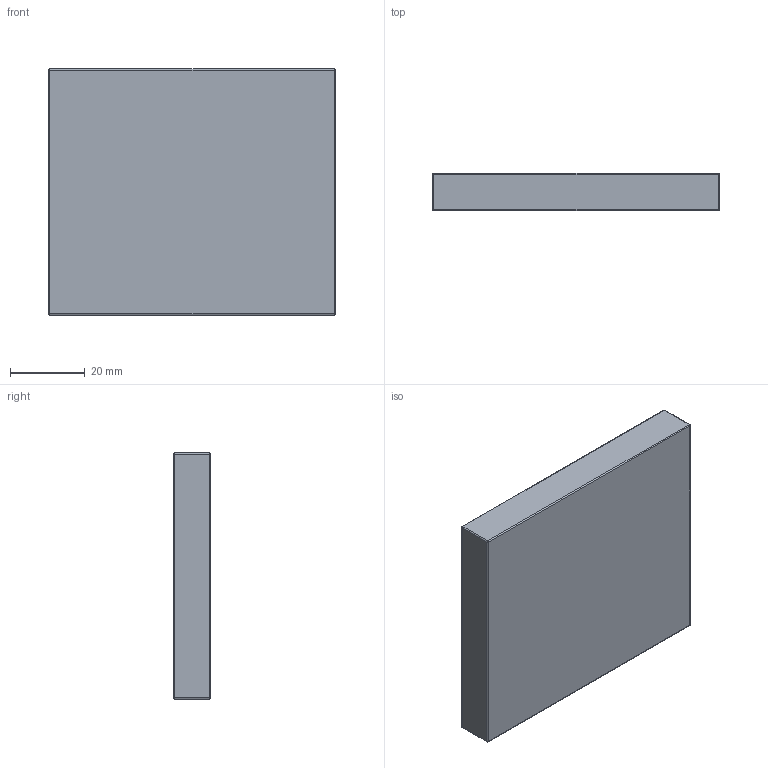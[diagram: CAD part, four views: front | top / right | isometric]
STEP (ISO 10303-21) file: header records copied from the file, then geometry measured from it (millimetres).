
FILE_DESCRIPTION(/* description */ (''),/* implementation_level */ '2;1');
FILE_NAME(/* name */ 'AudioVisualizerBase.step',/* time_stamp */ '2025-12-05T17:06:13Z',/* author */ (''),/* organization */ (''),/* preprocessor_version */ 'ST-DEVELOPER v20.1',/* originating_system */ 'Autodesk Translation Framework v14.21.0.0',/* authorisation */ '');
FILE_SCHEMA (('AUTOMOTIVE_DESIGN { 1 0 10303 214 3 1 1 }'));
Length unit declared in the file: millimetre
Products named in the file (1): 2025-12-05-15-46-46-018
Bounding box: 76.65 x 10 x 65.76 mm (x, y, z)
Volume: 29669.6 mm3; surface area: 14031.7 mm2
Topology: 1 solids, 1 shells, 88 faces, 182 edges, 100 vertices
Faces by surface type: cylinder 39, plane 18, sphere 16, torus 14, bspline 1
Full cylindrical faces by diameter (mm): 3 x4
Entity records: 2400 total; most frequent: DIRECTION 462, CARTESIAN_POINT 445, ORIENTED_EDGE 364, AXIS2_PLACEMENT_3D 194, EDGE_CURVE 182, CIRCLE 106, VERTEX_POINT 100, EDGE_LOOP 92
